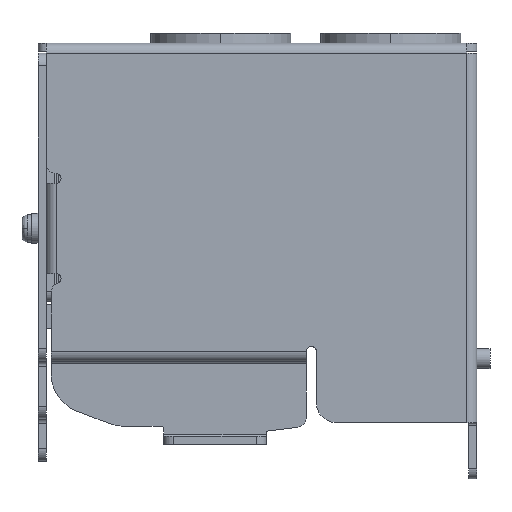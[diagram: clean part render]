
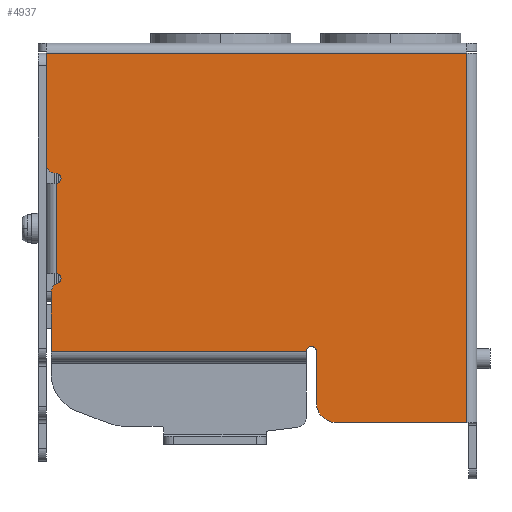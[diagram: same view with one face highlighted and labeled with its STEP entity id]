
A CAD part, left-side view. The second image highlights one B-rep face of the part: STEP entity #4937.
In plain terms, the highlighted planar face has unit normal (-1, 0, 0).
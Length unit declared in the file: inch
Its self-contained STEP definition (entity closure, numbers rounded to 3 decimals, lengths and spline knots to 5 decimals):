
#7 = LINE ( 'NONE', #6122, #14030 ) ;
#181 = CARTESIAN_POINT ( 'NONE',  ( -1.41732, 1.52489, -0.07874 ) ) ;
#210 = CARTESIAN_POINT ( 'NONE',  ( -1.41732, -1.20149, -2.98425 ) ) ;
#246 = CARTESIAN_POINT ( 'NONE',  ( -1.41732, -1.78614, -2.98425 ) ) ;
#247 = DIRECTION ( 'NONE',  ( 0., -1., 0. ) ) ;
#309 = CARTESIAN_POINT ( 'NONE',  ( -1.41732, 1.52489, -0.07874 ) ) ;
#310 = EDGE_CURVE ( 'NONE', #4082, #13383, #12297, .T. ) ;
#372 = VECTOR ( 'NONE', #3074, 39.37008 ) ;
#397 = DIRECTION ( 'NONE',  ( 0., 1., 0. ) ) ;
#405 = EDGE_CURVE ( 'NONE', #1264, #4632, #4960, .T. ) ;
#473 = DIRECTION ( 'NONE',  ( 1., 0., 0. ) ) ;
#604 = LINE ( 'NONE', #6388, #15198 ) ;
#903 = ORIENTED_EDGE ( 'NONE', *, *, #6806, .F. ) ;
#993 = DIRECTION ( 'NONE',  ( -1., 0., 0. ) ) ;
#1117 = ORIENTED_EDGE ( 'NONE', *, *, #2852, .T. ) ;
#1264 = VERTEX_POINT ( 'NONE', #8332 ) ;
#1438 = CARTESIAN_POINT ( 'NONE',  ( -1.41732, 1.48552, -2.15748 ) ) ;
#1557 = CARTESIAN_POINT ( 'NONE',  ( -1.41732, 1.48552, -2.4252 ) ) ;
#1670 = LINE ( 'NONE', #181, #2592 ) ;
#1863 = DIRECTION ( 'NONE',  ( 0., 0., 1. ) ) ;
#2105 = LINE ( 'NONE', #5944, #10517 ) ;
#2133 = DIRECTION ( 'NONE',  ( 0., 0., 1. ) ) ;
#2460 = DIRECTION ( 'NONE',  ( 0., 0., -1. ) ) ;
#2592 = VECTOR ( 'NONE', #397, 39.37008 ) ;
#2614 = ORIENTED_EDGE ( 'NONE', *, *, #15396, .F. ) ;
#2624 = DIRECTION ( 'NONE',  ( 0., 0., 1. ) ) ;
#2639 = ORIENTED_EDGE ( 'NONE', *, *, #405, .T. ) ;
#2726 = VECTOR ( 'NONE', #3945, 39.37008 ) ;
#2733 = CIRCLE ( 'NONE', #3299, 0.03937 ) ;
#2746 = DIRECTION ( 'NONE',  ( 1., 0., 0. ) ) ;
#2786 = CARTESIAN_POINT ( 'NONE',  ( -1.41732, -0.75858, -2.98425 ) ) ;
#2818 = AXIS2_PLACEMENT_3D ( 'NONE', #11782, #993, #11932 ) ;
#2852 = EDGE_CURVE ( 'NONE', #14374, #12992, #8660, .T. ) ;
#3009 = DIRECTION ( 'NONE',  ( 1., 0., 0. ) ) ;
#3074 = DIRECTION ( 'NONE',  ( 0., 0., 1. ) ) ;
#3129 = ORIENTED_EDGE ( 'NONE', *, *, #9784, .F. ) ;
#3257 = CARTESIAN_POINT ( 'NONE',  ( -1.41732, 1.48552, -1.96175 ) ) ;
#3265 = AXIS2_PLACEMENT_3D ( 'NONE', #6181, #5125, #10987 ) ;
#3299 = AXIS2_PLACEMENT_3D ( 'NONE', #12778, #8096, #2133 ) ;
#3352 = CARTESIAN_POINT ( 'NONE',  ( -1.41732, 1.44615, -1.10236 ) ) ;
#3483 = VERTEX_POINT ( 'NONE', #12466 ) ;
#3775 = LINE ( 'NONE', #5320, #6021 ) ;
#3794 = VERTEX_POINT ( 'NONE', #8412 ) ;
#3945 = DIRECTION ( 'NONE',  ( 0., 0., -1. ) ) ;
#4032 = CARTESIAN_POINT ( 'NONE',  ( -1.41732, 1.40678, -1.96175 ) ) ;
#4082 = VERTEX_POINT ( 'NONE', #9145 ) ;
#4632 = VERTEX_POINT ( 'NONE', #6196 ) ;
#4753 = EDGE_CURVE ( 'NONE', #3483, #10218, #9498, .T. ) ;
#4784 = DIRECTION ( 'NONE',  ( 0., 0., 1. ) ) ;
#4937 = ADVANCED_FACE ( 'NONE', ( #14711 ), #7957, .T. ) ;
#4960 = CIRCLE ( 'NONE', #10005, 0.03937 ) ;
#5125 = DIRECTION ( 'NONE',  ( 1., 0., 0. ) ) ;
#5320 = CARTESIAN_POINT ( 'NONE',  ( -1.41732, 1.52489, -1.25984 ) ) ;
#5400 = EDGE_CURVE ( 'NONE', #12675, #1264, #2733, .T. ) ;
#5534 = CARTESIAN_POINT ( 'NONE',  ( -1.41732, -1.78614, 0. ) ) ;
#5625 = VERTEX_POINT ( 'NONE', #246 ) ;
#5944 = CARTESIAN_POINT ( 'NONE',  ( -1.41732, -0.6011, -2.7126 ) ) ;
#6021 = VECTOR ( 'NONE', #8951, 39.37008 ) ;
#6122 = CARTESIAN_POINT ( 'NONE',  ( -1.41732, 1.44615, 0. ) ) ;
#6181 = CARTESIAN_POINT ( 'NONE',  ( -1.41732, 1.44615, -1.06299 ) ) ;
#6196 = CARTESIAN_POINT ( 'NONE',  ( -1.41732, -0.6011, -2.4252 ) ) ;
#6311 = CARTESIAN_POINT ( 'NONE',  ( -1.41732, -0.75858, -2.82677 ) ) ;
#6388 = CARTESIAN_POINT ( 'NONE',  ( -1.41732, 1.52489, -2.4252 ) ) ;
#6450 = DIRECTION ( 'NONE',  ( 0., 0., 1. ) ) ;
#6461 = ORIENTED_EDGE ( 'NONE', *, *, #310, .T. ) ;
#6463 = DIRECTION ( 'NONE',  ( 1., 0., 0. ) ) ;
#6806 = EDGE_CURVE ( 'NONE', #5625, #13589, #15216, .T. ) ;
#6867 = ORIENTED_EDGE ( 'NONE', *, *, #4753, .T. ) ;
#6946 = ORIENTED_EDGE ( 'NONE', *, *, #14954, .F. ) ;
#7030 = VERTEX_POINT ( 'NONE', #309 ) ;
#7537 = CARTESIAN_POINT ( 'NONE',  ( -1.41732, -0.56173, -2.4252 ) ) ;
#7631 = ORIENTED_EDGE ( 'NONE', *, *, #15452, .T. ) ;
#7957 = PLANE ( 'NONE',  #2818 ) ;
#8096 = DIRECTION ( 'NONE',  ( 1., 0., 0. ) ) ;
#8107 = VECTOR ( 'NONE', #14529, 39.37008 ) ;
#8332 = CARTESIAN_POINT ( 'NONE',  ( -1.41732, -0.56173, -2.38583 ) ) ;
#8388 = EDGE_CURVE ( 'NONE', #13383, #3483, #7, .T. ) ;
#8412 = CARTESIAN_POINT ( 'NONE',  ( -1.41732, -0.6011, -2.82677 ) ) ;
#8465 = CARTESIAN_POINT ( 'NONE',  ( -1.41732, 1.52489, -0.94488 ) ) ;
#8660 = LINE ( 'NONE', #1438, #2726 ) ;
#8675 = EDGE_CURVE ( 'NONE', #5625, #11545, #10833, .T. ) ;
#8805 = DIRECTION ( 'NONE',  ( 1., 0., 0. ) ) ;
#8951 = DIRECTION ( 'NONE',  ( 0., 0., 1. ) ) ;
#9145 = CARTESIAN_POINT ( 'NONE',  ( -1.41732, 1.44615, -1.02362 ) ) ;
#9292 = EDGE_CURVE ( 'NONE', #4082, #11111, #10181, .T. ) ;
#9498 = CIRCLE ( 'NONE', #13879, 0.03937 ) ;
#9784 = EDGE_CURVE ( 'NONE', #11111, #7030, #3775, .T. ) ;
#10005 = AXIS2_PLACEMENT_3D ( 'NONE', #7537, #8805, #2624 ) ;
#10106 = ORIENTED_EDGE ( 'NONE', *, *, #9292, .F. ) ;
#10181 = CIRCLE ( 'NONE', #12819, 0.07874 ) ;
#10218 = VERTEX_POINT ( 'NONE', #14779 ) ;
#10301 = ORIENTED_EDGE ( 'NONE', *, *, #8388, .T. ) ;
#10333 = CARTESIAN_POINT ( 'NONE',  ( -1.41732, 1.44615, -0.94488 ) ) ;
#10436 = CARTESIAN_POINT ( 'NONE',  ( -1.41732, -0.52236, -2.4252 ) ) ;
#10517 = VECTOR ( 'NONE', #4784, 39.37008 ) ;
#10833 = LINE ( 'NONE', #5534, #372 ) ;
#10987 = DIRECTION ( 'NONE',  ( 0., 0., -1. ) ) ;
#11111 = VERTEX_POINT ( 'NONE', #8465 ) ;
#11114 = DIRECTION ( 'NONE',  ( 0., 0., -1. ) ) ;
#11316 = CARTESIAN_POINT ( 'NONE',  ( -1.41732, 1.44615, -1.85039 ) ) ;
#11333 = EDGE_LOOP ( 'NONE', ( #7631, #15035, #2639, #2614, #13986, #903, #11770, #13097, #3129, #10106, #6461, #10301, #6867, #6946, #1117 ) ) ;
#11440 = DIRECTION ( 'NONE',  ( 0., 0., 1. ) ) ;
#11545 = VERTEX_POINT ( 'NONE', #12724 ) ;
#11770 = ORIENTED_EDGE ( 'NONE', *, *, #8675, .T. ) ;
#11782 = CARTESIAN_POINT ( 'NONE',  ( -1.41732, 1.52489, 0. ) ) ;
#11932 = DIRECTION ( 'NONE',  ( 0., 0., 1. ) ) ;
#12297 = CIRCLE ( 'NONE', #3265, 0.03937 ) ;
#12466 = CARTESIAN_POINT ( 'NONE',  ( -1.41732, 1.44615, -1.81102 ) ) ;
#12675 = VERTEX_POINT ( 'NONE', #10436 ) ;
#12724 = CARTESIAN_POINT ( 'NONE',  ( -1.41732, -1.78614, -0.07874 ) ) ;
#12778 = CARTESIAN_POINT ( 'NONE',  ( -1.41732, -0.56173, -2.4252 ) ) ;
#12819 = AXIS2_PLACEMENT_3D ( 'NONE', #10333, #3009, #11440 ) ;
#12977 = EDGE_CURVE ( 'NONE', #11545, #7030, #1670, .T. ) ;
#12992 = VERTEX_POINT ( 'NONE', #1557 ) ;
#13097 = ORIENTED_EDGE ( 'NONE', *, *, #12977, .T. ) ;
#13125 = AXIS2_PLACEMENT_3D ( 'NONE', #6311, #2746, #11114 ) ;
#13383 = VERTEX_POINT ( 'NONE', #3352 ) ;
#13589 = VERTEX_POINT ( 'NONE', #2786 ) ;
#13592 = CIRCLE ( 'NONE', #13125, 0.15748 ) ;
#13879 = AXIS2_PLACEMENT_3D ( 'NONE', #11316, #6463, #1863 ) ;
#13986 = ORIENTED_EDGE ( 'NONE', *, *, #14542, .F. ) ;
#14030 = VECTOR ( 'NONE', #2460, 39.37008 ) ;
#14374 = VERTEX_POINT ( 'NONE', #3257 ) ;
#14529 = DIRECTION ( 'NONE',  ( 0., 1., 0. ) ) ;
#14542 = EDGE_CURVE ( 'NONE', #13589, #3794, #13592, .T. ) ;
#14711 = FACE_OUTER_BOUND ( 'NONE', #11333, .T. ) ;
#14779 = CARTESIAN_POINT ( 'NONE',  ( -1.41732, 1.43302, -1.88751 ) ) ;
#14954 = EDGE_CURVE ( 'NONE', #14374, #10218, #15028, .T. ) ;
#15028 = CIRCLE ( 'NONE', #15506, 0.07874 ) ;
#15035 = ORIENTED_EDGE ( 'NONE', *, *, #5400, .T. ) ;
#15198 = VECTOR ( 'NONE', #247, 39.37008 ) ;
#15216 = LINE ( 'NONE', #210, #8107 ) ;
#15396 = EDGE_CURVE ( 'NONE', #3794, #4632, #2105, .T. ) ;
#15452 = EDGE_CURVE ( 'NONE', #12992, #12675, #604, .T. ) ;
#15506 = AXIS2_PLACEMENT_3D ( 'NONE', #4032, #473, #6450 ) ;
